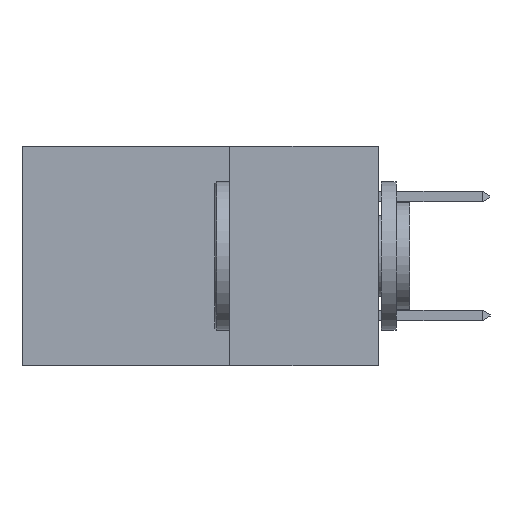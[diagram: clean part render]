
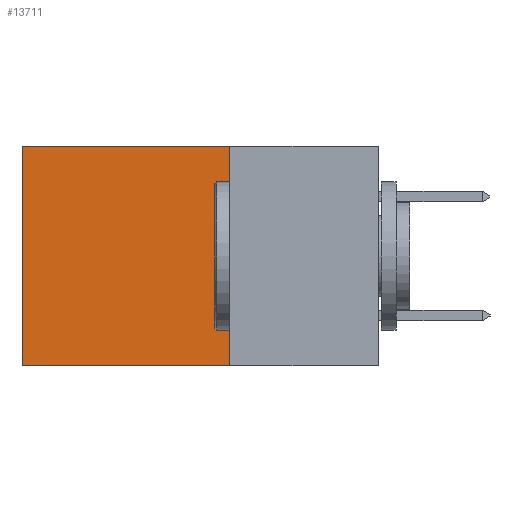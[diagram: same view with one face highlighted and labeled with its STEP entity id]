
A CAD part, left-side view. The second image highlights one B-rep face of the part: STEP entity #13711.
In plain terms, the highlighted planar face has unit normal (-1, 0, 0).
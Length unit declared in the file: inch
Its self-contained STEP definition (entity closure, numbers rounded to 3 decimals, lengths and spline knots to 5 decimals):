
#85 = DIRECTION ( 'NONE',  ( 0., 1., 0. ) ) ;
#134 = ORIENTED_EDGE ( 'NONE', *, *, #12238, .T. ) ;
#777 = CARTESIAN_POINT ( 'NONE',  ( 0.2615, 0.6, -0.37 ) ) ;
#1866 = LINE ( 'NONE', #7959, #17886 ) ;
#2128 = CARTESIAN_POINT ( 'NONE',  ( 0.2615, 0.25, 0. ) ) ;
#2190 = VERTEX_POINT ( 'NONE', #4588 ) ;
#2978 = ORIENTED_EDGE ( 'NONE', *, *, #4339, .T. ) ;
#3262 = CARTESIAN_POINT ( 'NONE',  ( 0.2615, 0.25, -0.37 ) ) ;
#4007 = EDGE_CURVE ( 'NONE', #6258, #6383, #4549, .T. ) ;
#4339 = EDGE_CURVE ( 'NONE', #2190, #7860, #10453, .T. ) ;
#4549 = LINE ( 'NONE', #11107, #12073 ) ;
#4588 = CARTESIAN_POINT ( 'NONE',  ( 0.2615, 0.6, 0. ) ) ;
#5484 = DIRECTION ( 'NONE',  ( 0., 0., -1. ) ) ;
#5713 = CARTESIAN_POINT ( 'NONE',  ( 0.2615, 0.6, -0.37 ) ) ;
#6258 = VERTEX_POINT ( 'NONE', #2128 ) ;
#6383 = VERTEX_POINT ( 'NONE', #16062 ) ;
#6924 = DIRECTION ( 'NONE',  ( 1., 0., 0. ) ) ;
#7860 = VERTEX_POINT ( 'NONE', #777 ) ;
#7959 = CARTESIAN_POINT ( 'NONE',  ( 0.2615, 0.25, 0. ) ) ;
#8052 = ORIENTED_EDGE ( 'NONE', *, *, #4007, .F. ) ;
#9958 = ORIENTED_EDGE ( 'NONE', *, *, #15804, .F. ) ;
#10453 = LINE ( 'NONE', #5713, #12981 ) ;
#10839 = AXIS2_PLACEMENT_3D ( 'NONE', #14301, #6924, #17268 ) ;
#11096 = VECTOR ( 'NONE', #18249, 39.37008 ) ;
#11107 = CARTESIAN_POINT ( 'NONE',  ( 0.2615, 0.25, -0.37 ) ) ;
#12073 = VECTOR ( 'NONE', #13024, 39.37008 ) ;
#12238 = EDGE_CURVE ( 'NONE', #6258, #2190, #1866, .T. ) ;
#12981 = VECTOR ( 'NONE', #5484, 39.37008 ) ;
#13024 = DIRECTION ( 'NONE',  ( 0., 0., -1. ) ) ;
#13711 = ADVANCED_FACE ( 'NONE', ( #14610 ), #15790, .F. ) ;
#14301 = CARTESIAN_POINT ( 'NONE',  ( 0.2615, 0.25, -0.37 ) ) ;
#14592 = LINE ( 'NONE', #3262, #11096 ) ;
#14610 = FACE_OUTER_BOUND ( 'NONE', #18480, .T. ) ;
#15790 = PLANE ( 'NONE',  #10839 ) ;
#15804 = EDGE_CURVE ( 'NONE', #6383, #7860, #14592, .T. ) ;
#16062 = CARTESIAN_POINT ( 'NONE',  ( 0.2615, 0.25, -0.37 ) ) ;
#17268 = DIRECTION ( 'NONE',  ( 0., 0., -1. ) ) ;
#17886 = VECTOR ( 'NONE', #85, 39.37008 ) ;
#18249 = DIRECTION ( 'NONE',  ( 0., 1., 0. ) ) ;
#18480 = EDGE_LOOP ( 'NONE', ( #2978, #9958, #8052, #134 ) ) ;
